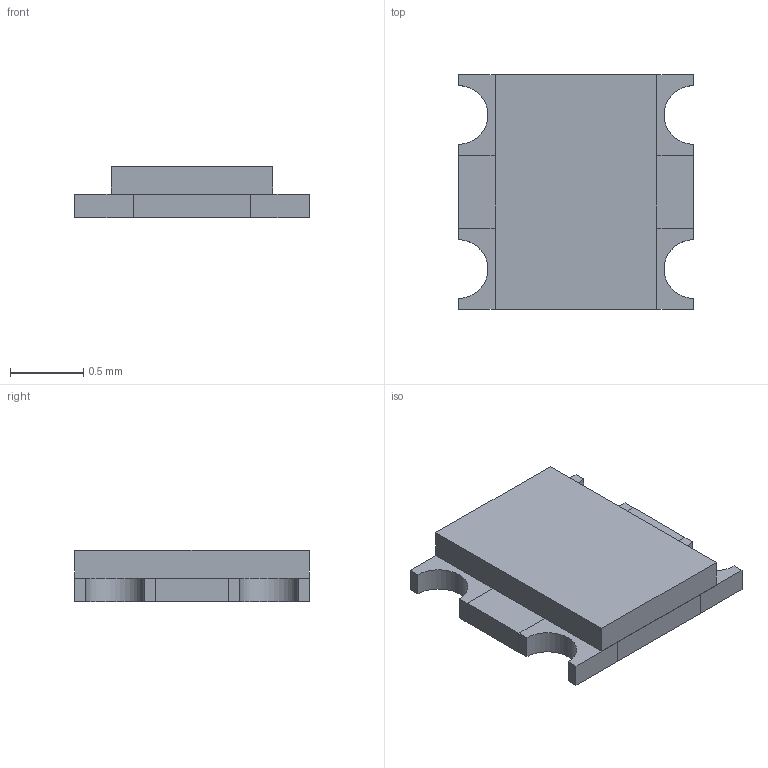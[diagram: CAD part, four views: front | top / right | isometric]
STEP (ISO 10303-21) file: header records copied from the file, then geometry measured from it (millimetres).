
FILE_DESCRIPTION(/* description */ (''),/* implementation_level */ '2;1');
FILE_NAME(/* name */ 'LED-4-SMD.step',/* time_stamp */ '2020-10-12T00:23:20-07:00',/* author */ (''),/* organization */ (''),/* preprocessor_version */ 'ST-DEVELOPER v18.1',/* originating_system */ 'Autodesk Translation Framework v9.3.0.1241',/* authorisation */ '');
FILE_SCHEMA (('AUTOMOTIVE_DESIGN { 1 0 10303 214 3 1 1 }'));
Length unit declared in the file: millimetre
Products named in the file (2): LED-4-SMD; Pad
Assembly tree (1 placements, depth 2):
  LED-4-SMD
    Pad
Bounding box: 1.6 x 1.6 x 0.35 mm (x, y, z)
Volume: 0.8 mm3; surface area: 13.5 mm2
Topology: 8 solids, 8 shells, 64 faces, 144 edges, 96 vertices
Faces by surface type: plane 60, cylinder 4
Entity records: 1816 total; most frequent: CARTESIAN_POINT 307, ORIENTED_EDGE 288, DIRECTION 286, EDGE_CURVE 144, LINE 136, VECTOR 136, VERTEX_POINT 96, AXIS2_PLACEMENT_3D 75
